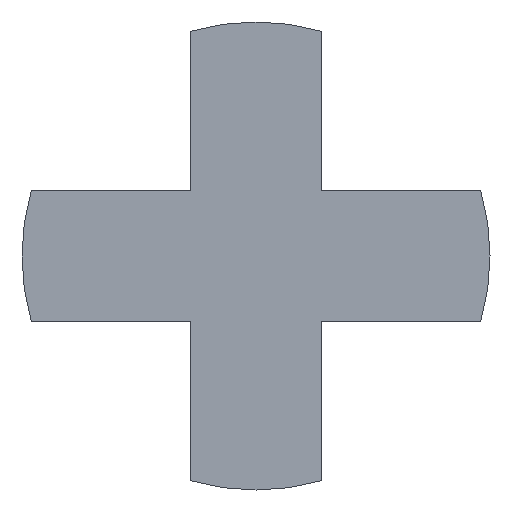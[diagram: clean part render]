
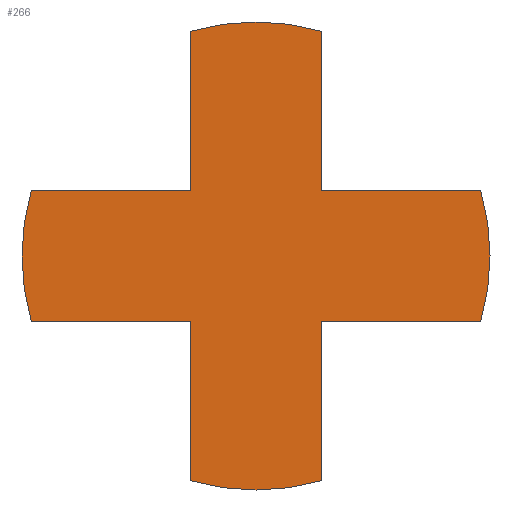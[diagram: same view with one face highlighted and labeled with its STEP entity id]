
A CAD part, left-side view. The second image highlights one B-rep face of the part: STEP entity #266.
In plain terms, the highlighted planar face has unit normal (-1, 0, 0).
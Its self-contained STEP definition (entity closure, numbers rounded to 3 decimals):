
#15=CIRCLE('',#293,12.5);
#17=CIRCLE('',#298,12.5);
#19=CIRCLE('',#303,12.5);
#21=CIRCLE('',#308,12.5);
#40=FACE_OUTER_BOUND('',#54,.T.);
#54=EDGE_LOOP('',(#231,#232,#233,#234,#235,#236,#237,#238,#239,#240,#241,
#242));
#55=LINE('',#390,#83);
#59=LINE('',#398,#87);
#63=LINE('',#410,#91);
#66=LINE('',#416,#94);
#70=LINE('',#428,#98);
#73=LINE('',#434,#101);
#77=LINE('',#446,#105);
#80=LINE('',#452,#108);
#83=VECTOR('',#316,10.);
#87=VECTOR('',#322,10.);
#91=VECTOR('',#334,10.);
#94=VECTOR('',#339,10.);
#98=VECTOR('',#351,10.);
#101=VECTOR('',#356,10.);
#105=VECTOR('',#368,10.);
#108=VECTOR('',#373,10.);
#111=VERTEX_POINT('',#388);
#112=VERTEX_POINT('',#389);
#115=VERTEX_POINT('',#397);
#117=VERTEX_POINT('',#403);
#119=VERTEX_POINT('',#409);
#121=VERTEX_POINT('',#415);
#123=VERTEX_POINT('',#421);
#125=VERTEX_POINT('',#427);
#127=VERTEX_POINT('',#433);
#129=VERTEX_POINT('',#439);
#131=VERTEX_POINT('',#445);
#133=VERTEX_POINT('',#451);
#135=EDGE_CURVE('',#111,#112,#55,.T.);
#139=EDGE_CURVE('',#115,#111,#59,.T.);
#142=EDGE_CURVE('',#117,#115,#15,.T.);
#145=EDGE_CURVE('',#119,#117,#63,.T.);
#148=EDGE_CURVE('',#121,#119,#66,.T.);
#151=EDGE_CURVE('',#123,#121,#17,.T.);
#154=EDGE_CURVE('',#125,#123,#70,.T.);
#157=EDGE_CURVE('',#127,#125,#73,.T.);
#160=EDGE_CURVE('',#129,#127,#19,.T.);
#163=EDGE_CURVE('',#131,#129,#77,.T.);
#166=EDGE_CURVE('',#133,#131,#80,.T.);
#169=EDGE_CURVE('',#112,#133,#21,.T.);
#231=ORIENTED_EDGE('',*,*,#169,.F.);
#232=ORIENTED_EDGE('',*,*,#135,.F.);
#233=ORIENTED_EDGE('',*,*,#139,.F.);
#234=ORIENTED_EDGE('',*,*,#142,.F.);
#235=ORIENTED_EDGE('',*,*,#145,.F.);
#236=ORIENTED_EDGE('',*,*,#148,.F.);
#237=ORIENTED_EDGE('',*,*,#151,.F.);
#238=ORIENTED_EDGE('',*,*,#154,.F.);
#239=ORIENTED_EDGE('',*,*,#157,.F.);
#240=ORIENTED_EDGE('',*,*,#160,.F.);
#241=ORIENTED_EDGE('',*,*,#163,.F.);
#242=ORIENTED_EDGE('',*,*,#166,.F.);
#252=PLANE('',#311);
#266=ADVANCED_FACE('',(#40),#252,.F.);
#293=AXIS2_PLACEMENT_3D('',#404,#327,#328);
#298=AXIS2_PLACEMENT_3D('',#422,#344,#345);
#303=AXIS2_PLACEMENT_3D('',#440,#361,#362);
#308=AXIS2_PLACEMENT_3D('',#457,#378,#379);
#311=AXIS2_PLACEMENT_3D('',#460,#384,#385);
#316=DIRECTION('',(0.,1.,0.));
#322=DIRECTION('',(0.,0.,1.));
#327=DIRECTION('center_axis',(1.,0.,0.));
#328=DIRECTION('ref_axis',(0.,1.,0.));
#334=DIRECTION('',(0.,0.,-1.));
#339=DIRECTION('',(0.,1.,0.));
#344=DIRECTION('center_axis',(1.,0.,0.));
#345=DIRECTION('ref_axis',(0.,1.,0.));
#351=DIRECTION('',(0.,-1.,0.));
#356=DIRECTION('',(0.,0.,-1.));
#361=DIRECTION('center_axis',(1.,0.,0.));
#362=DIRECTION('ref_axis',(0.,1.,0.));
#368=DIRECTION('',(0.,0.,1.));
#373=DIRECTION('',(0.,-1.,0.));
#378=DIRECTION('center_axis',(1.,0.,0.));
#379=DIRECTION('ref_axis',(0.,1.,0.));
#384=DIRECTION('center_axis',(1.,0.,0.));
#385=DIRECTION('ref_axis',(0.,0.,-1.));
#388=CARTESIAN_POINT('',(0.,3.5,-3.5));
#389=CARTESIAN_POINT('',(0.,12.,-3.5));
#390=CARTESIAN_POINT('',(0.,-12.5,-3.5));
#397=CARTESIAN_POINT('',(0.,3.5,-12.));
#398=CARTESIAN_POINT('',(0.,3.5,-12.5));
#403=CARTESIAN_POINT('',(0.,-3.5,-12.));
#404=CARTESIAN_POINT('Origin',(0.,0.,0.));
#409=CARTESIAN_POINT('',(0.,-3.5,-3.5));
#410=CARTESIAN_POINT('',(0.,-3.5,12.5));
#415=CARTESIAN_POINT('',(0.,-12.,-3.5));
#416=CARTESIAN_POINT('',(0.,-12.5,-3.5));
#421=CARTESIAN_POINT('',(0.,-12.,3.5));
#422=CARTESIAN_POINT('Origin',(0.,0.,0.));
#427=CARTESIAN_POINT('',(0.,-3.5,3.5));
#428=CARTESIAN_POINT('',(0.,12.5,3.5));
#433=CARTESIAN_POINT('',(0.,-3.5,12.));
#434=CARTESIAN_POINT('',(0.,-3.5,12.5));
#439=CARTESIAN_POINT('',(0.,3.5,12.));
#440=CARTESIAN_POINT('Origin',(0.,0.,0.));
#445=CARTESIAN_POINT('',(0.,3.5,3.5));
#446=CARTESIAN_POINT('',(0.,3.5,-12.5));
#451=CARTESIAN_POINT('',(0.,12.,3.5));
#452=CARTESIAN_POINT('',(0.,12.5,3.5));
#457=CARTESIAN_POINT('Origin',(0.,0.,0.));
#460=CARTESIAN_POINT('Origin',(0.,0.,0.));
